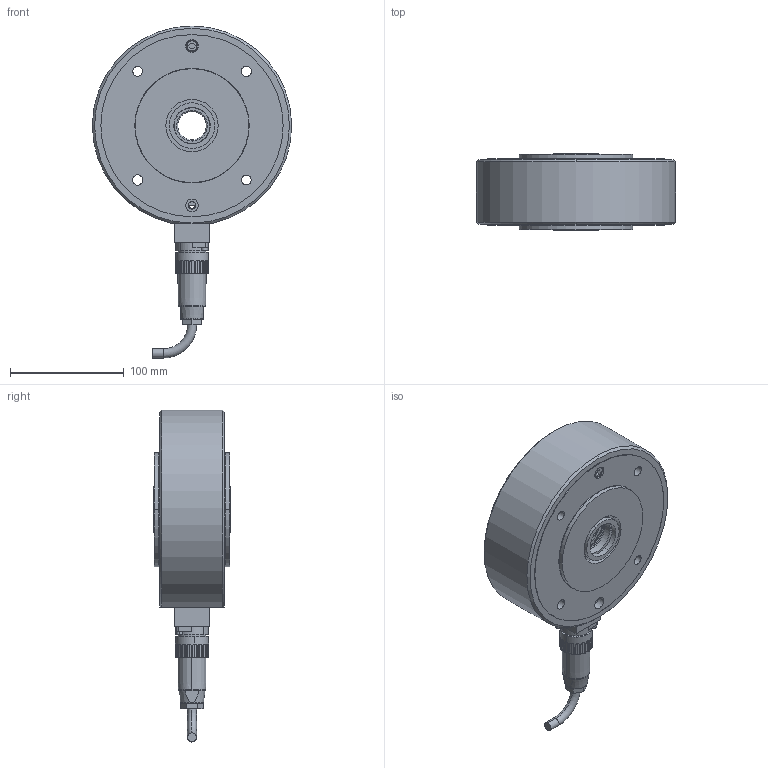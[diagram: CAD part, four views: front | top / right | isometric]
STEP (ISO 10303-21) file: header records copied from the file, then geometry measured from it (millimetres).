
FILE_DESCRIPTION (( 'STEP AP203' ), '1' );
FILE_NAME ('31101999_stp_-.step', '2019-12-25T16:12:09', ( '' ), ( '' ), 'SwSTEP 2.0', 'SolidWorks 2018', '' );
FILE_SCHEMA (( 'CONFIG_CONTROL_DESIGN' ));
Length unit declared in the file: millimetre
Products named in the file (16): 47663_01; 51030-04_stp_01; 31101677_V-032A; 47664_01; 43404.01_01; 31101999_stp_-; Kabeldose_Kunstst_7pol_01; 49027_01; 51030-05_stp_01; Zyl-Schr DIN912_M6x50; Zyl-Schr DIN912_M3x25; 31102000_01; Si-Ring DIN472_D52x2; PRL_22205_01; 49024_01; Flanschstecker_Kunstst_7Pol_01
Assembly tree (18 placements, depth 3):
  31101999_stp_-
    51030-05_stp_01
      51030-04_stp_01
      49027_01
      Flanschstecker_Kunstst_7Pol_01
      Kabeldose_Kunstst_7pol_01
      Si-Ring DIN472_D52x2
      Zyl-Schr DIN912_M3x25  x2
    43404.01_01  x2
    49024_01
    31102000_01
    47663_01
    47664_01
    PRL_22205_01
    Zyl-Schr DIN912_M6x50
    31101677_V-032A  x2
Bounding box: 174.96 x 66.9 x 291.5 mm (x, y, z)
Volume: 1354224.2 mm3; surface area: 281682 mm2
Topology: 51 solids, 51 shells, 839 faces, 1900 edges, 1184 vertices
Faces by surface type: cylinder 341, torus 224, plane 216, cone 56, sphere 2
Entity records: 25014 total; most frequent: CARTESIAN_POINT 4868, DIRECTION 4338, ORIENTED_EDGE 3512, AXIS2_PLACEMENT_3D 1889, EDGE_CURVE 1756, VERTEX_POINT 1101, CIRCLE 1084, EDGE_LOOP 905
